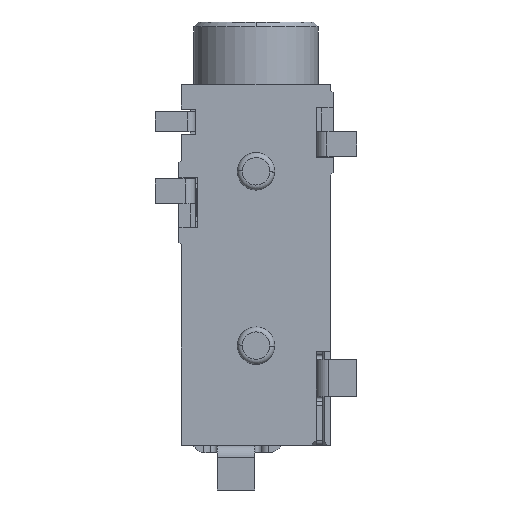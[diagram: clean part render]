
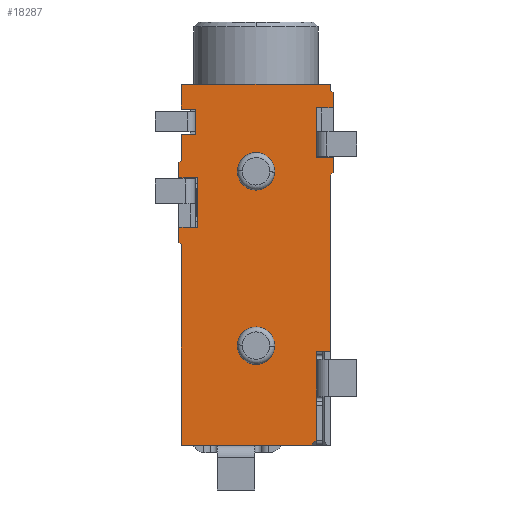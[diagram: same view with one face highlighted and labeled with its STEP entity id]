
A CAD part, front view. The second image highlights one B-rep face of the part: STEP entity #18287.
In plain terms, the highlighted planar face has unit normal (0, -1, 0).
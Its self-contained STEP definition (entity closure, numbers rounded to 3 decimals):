
#21 = EDGE_CURVE('',#22,#24,#26,.T.);
#22 = VERTEX_POINT('',#23);
#23 = CARTESIAN_POINT('',(-0.75,-2.5,-13.));
#24 = VERTEX_POINT('',#25);
#25 = CARTESIAN_POINT('',(0.75,-2.5,-13.));
#26 = CIRCLE('',#27,0.75);
#27 = AXIS2_PLACEMENT_3D('',#28,#29,#30);
#28 = CARTESIAN_POINT('',(0.,-2.5,-13.));
#29 = DIRECTION('',(0.,1.,0.));
#30 = DIRECTION('',(-1.,0.,0.));
#115 = EDGE_CURVE('',#116,#118,#120,.T.);
#116 = VERTEX_POINT('',#117);
#117 = CARTESIAN_POINT('',(-0.75,-2.5,-6.));
#118 = VERTEX_POINT('',#119);
#119 = CARTESIAN_POINT('',(0.75,-2.5,-6.));
#120 = CIRCLE('',#121,0.75);
#121 = AXIS2_PLACEMENT_3D('',#122,#123,#124);
#122 = CARTESIAN_POINT('',(0.,-2.5,-6.));
#123 = DIRECTION('',(0.,1.,0.));
#124 = DIRECTION('',(-1.,0.,0.));
#1247 = VERTEX_POINT('',#1248);
#1248 = CARTESIAN_POINT('',(-3.,-2.5,-17.));
#1256 = EDGE_CURVE('',#1257,#1247,#1259,.T.);
#1257 = VERTEX_POINT('',#1258);
#1258 = CARTESIAN_POINT('',(-3.,-2.5,-8.95));
#1259 = LINE('',#1260,#1261);
#1260 = CARTESIAN_POINT('',(-3.,-2.5,-8.95));
#1261 = VECTOR('',#1262,1.);
#1262 = DIRECTION('',(0.,0.,-1.));
#1287 = VERTEX_POINT('',#1288);
#1288 = CARTESIAN_POINT('',(-3.1,-2.5,-8.85));
#1303 = EDGE_CURVE('',#1287,#1257,#1304,.T.);
#1304 = LINE('',#1305,#1306);
#1305 = CARTESIAN_POINT('',(-3.1,-2.5,-8.85));
#1306 = VECTOR('',#1307,1.);
#1307 = DIRECTION('',(0.707,0.,-0.707));
#2085 = VERTEX_POINT('',#2086);
#2086 = CARTESIAN_POINT('',(-3.1,-2.5,-8.25));
#2092 = EDGE_CURVE('',#2085,#2093,#2095,.T.);
#2093 = VERTEX_POINT('',#2094);
#2094 = CARTESIAN_POINT('',(-2.34,-2.5,-8.25));
#2095 = LINE('',#2096,#2097);
#2096 = CARTESIAN_POINT('',(-3.1,-2.5,-8.25));
#2097 = VECTOR('',#2098,1.);
#2098 = DIRECTION('',(1.,0.,0.));
#2125 = VERTEX_POINT('',#2126);
#2126 = CARTESIAN_POINT('',(-3.,-2.5,-2.5));
#2143 = VERTEX_POINT('',#2144);
#2144 = CARTESIAN_POINT('',(-3.,-2.5,-3.5));
#2150 = EDGE_CURVE('',#2125,#2143,#2151,.T.);
#2151 = LINE('',#2152,#2153);
#2152 = CARTESIAN_POINT('',(-3.,-2.5,-2.5));
#2153 = VECTOR('',#2154,1.);
#2154 = DIRECTION('',(0.,0.,-1.));
#2638 = VERTEX_POINT('',#2639);
#2639 = CARTESIAN_POINT('',(3.1,-2.5,-3.45));
#2645 = EDGE_CURVE('',#2638,#2646,#2648,.T.);
#2646 = VERTEX_POINT('',#2647);
#2647 = CARTESIAN_POINT('',(2.43,-2.5,-3.45));
#2648 = LINE('',#2649,#2650);
#2649 = CARTESIAN_POINT('',(3.1,-2.5,-3.45));
#2650 = VECTOR('',#2651,1.);
#2651 = DIRECTION('',(-1.,0.,0.));
#4994 = EDGE_CURVE('',#4995,#2646,#4997,.T.);
#4995 = VERTEX_POINT('',#4996);
#4996 = CARTESIAN_POINT('',(2.43,-2.5,-5.45));
#4997 = LINE('',#4998,#4999);
#4998 = CARTESIAN_POINT('',(2.43,-2.5,-5.45));
#4999 = VECTOR('',#5000,1.);
#5000 = DIRECTION('',(0.,0.,1.));
#5520 = EDGE_CURVE('',#4995,#5521,#5523,.T.);
#5521 = VERTEX_POINT('',#5522);
#5522 = CARTESIAN_POINT('',(3.1,-2.5,-5.45));
#5523 = LINE('',#5524,#5525);
#5524 = CARTESIAN_POINT('',(2.43,-2.5,-5.45));
#5525 = VECTOR('',#5526,1.);
#5526 = DIRECTION('',(1.,0.,0.));
#7962 = EDGE_CURVE('',#7963,#7965,#7967,.T.);
#7963 = VERTEX_POINT('',#7964);
#7964 = CARTESIAN_POINT('',(2.215,-2.5,-17.));
#7965 = VERTEX_POINT('',#7966);
#7966 = CARTESIAN_POINT('',(2.415,-2.5,-16.8));
#7967 = LINE('',#7968,#7969);
#7968 = CARTESIAN_POINT('',(2.215,-2.5,-17.));
#7969 = VECTOR('',#7970,1.);
#7970 = DIRECTION('',(0.707,0.,0.707));
#8076 = VERTEX_POINT('',#8077);
#8077 = CARTESIAN_POINT('',(2.415,-2.5,-13.25));
#8083 = EDGE_CURVE('',#8076,#7965,#8084,.T.);
#8084 = LINE('',#8085,#8086);
#8085 = CARTESIAN_POINT('',(2.415,-2.5,-13.25));
#8086 = VECTOR('',#8087,1.);
#8087 = DIRECTION('',(0.,0.,-1.));
#8468 = VERTEX_POINT('',#8469);
#8469 = CARTESIAN_POINT('',(3.,-2.5,-13.25));
#8475 = EDGE_CURVE('',#8076,#8468,#8476,.T.);
#8476 = LINE('',#8477,#8478);
#8477 = CARTESIAN_POINT('',(2.415,-2.5,-13.25));
#8478 = VECTOR('',#8479,1.);
#8479 = DIRECTION('',(1.,0.,0.));
#11722 = VERTEX_POINT('',#11723);
#11723 = CARTESIAN_POINT('',(3.,-2.5,-6.15));
#11729 = EDGE_CURVE('',#11722,#8468,#11730,.T.);
#11730 = LINE('',#11731,#11732);
#11731 = CARTESIAN_POINT('',(3.,-2.5,-6.15));
#11732 = VECTOR('',#11733,1.);
#11733 = DIRECTION('',(0.,0.,-1.));
#11746 = VERTEX_POINT('',#11747);
#11747 = CARTESIAN_POINT('',(3.1,-2.5,-6.05));
#11753 = EDGE_CURVE('',#11722,#11746,#11754,.T.);
#11754 = LINE('',#11755,#11756);
#11755 = CARTESIAN_POINT('',(3.,-2.5,-6.15));
#11756 = VECTOR('',#11757,1.);
#11757 = DIRECTION('',(0.707,0.,0.707));
#11777 = EDGE_CURVE('',#11746,#5521,#11778,.T.);
#11778 = LINE('',#11779,#11780);
#11779 = CARTESIAN_POINT('',(3.1,-2.5,-6.05));
#11780 = VECTOR('',#11781,1.);
#11781 = DIRECTION('',(0.,0.,1.));
#11793 = VERTEX_POINT('',#11794);
#11794 = CARTESIAN_POINT('',(3.1,-2.5,-2.85));
#11800 = EDGE_CURVE('',#2638,#11793,#11801,.T.);
#11801 = LINE('',#11802,#11803);
#11802 = CARTESIAN_POINT('',(3.1,-2.5,-3.45));
#11803 = VECTOR('',#11804,1.);
#11804 = DIRECTION('',(0.,0.,1.));
#11824 = VERTEX_POINT('',#11825);
#11825 = CARTESIAN_POINT('',(3.,-2.5,-2.75));
#11831 = EDGE_CURVE('',#11793,#11824,#11832,.T.);
#11832 = LINE('',#11833,#11834);
#11833 = CARTESIAN_POINT('',(3.1,-2.5,-2.85));
#11834 = VECTOR('',#11835,1.);
#11835 = DIRECTION('',(-0.707,0.,0.707));
#11848 = VERTEX_POINT('',#11849);
#11849 = CARTESIAN_POINT('',(3.,-2.5,-2.5));
#11855 = EDGE_CURVE('',#11848,#11824,#11856,.T.);
#11856 = LINE('',#11857,#11858);
#11857 = CARTESIAN_POINT('',(3.,-2.5,-2.5));
#11858 = VECTOR('',#11859,1.);
#11859 = DIRECTION('',(0.,0.,-1.));
#11876 = EDGE_CURVE('',#11848,#11877,#11879,.T.);
#11877 = VERTEX_POINT('',#11878);
#11878 = CARTESIAN_POINT('',(0.,-2.5,-2.5));
#11879 = LINE('',#11880,#11881);
#11880 = CARTESIAN_POINT('',(3.,-2.5,-2.5));
#11881 = VECTOR('',#11882,1.);
#11882 = DIRECTION('',(-1.,0.,0.));
#11934 = EDGE_CURVE('',#11877,#2125,#11935,.T.);
#11935 = LINE('',#11936,#11937);
#11936 = CARTESIAN_POINT('',(0.,-2.5,-2.5));
#11937 = VECTOR('',#11938,1.);
#11938 = DIRECTION('',(-1.,0.,0.));
#12125 = EDGE_CURVE('',#12126,#2093,#12128,.T.);
#12126 = VERTEX_POINT('',#12127);
#12127 = CARTESIAN_POINT('',(-2.34,-2.5,-6.25));
#12128 = LINE('',#12129,#12130);
#12129 = CARTESIAN_POINT('',(-2.34,-2.5,-6.25));
#12130 = VECTOR('',#12131,1.);
#12131 = DIRECTION('',(0.,0.,-1.));
#17338 = EDGE_CURVE('',#12126,#17339,#17341,.T.);
#17339 = VERTEX_POINT('',#17340);
#17340 = CARTESIAN_POINT('',(-3.1,-2.5,-6.25));
#17341 = LINE('',#17342,#17343);
#17342 = CARTESIAN_POINT('',(-2.34,-2.5,-6.25));
#17343 = VECTOR('',#17344,1.);
#17344 = DIRECTION('',(-1.,0.,0.));
#17363 = EDGE_CURVE('',#2085,#1287,#17364,.T.);
#17364 = LINE('',#17365,#17366);
#17365 = CARTESIAN_POINT('',(-3.1,-2.5,-8.25));
#17366 = VECTOR('',#17367,1.);
#17367 = DIRECTION('',(0.,0.,-1.));
#17372 = EDGE_CURVE('',#17373,#17339,#17375,.T.);
#17373 = VERTEX_POINT('',#17374);
#17374 = CARTESIAN_POINT('',(-3.1,-2.5,-5.65));
#17375 = LINE('',#17376,#17377);
#17376 = CARTESIAN_POINT('',(-3.1,-2.5,-5.65));
#17377 = VECTOR('',#17378,1.);
#17378 = DIRECTION('',(0.,0.,-1.));
#17403 = VERTEX_POINT('',#17404);
#17404 = CARTESIAN_POINT('',(-3.,-2.5,-4.5));
#17421 = VERTEX_POINT('',#17422);
#17422 = CARTESIAN_POINT('',(-3.,-2.5,-5.55));
#17428 = EDGE_CURVE('',#17403,#17421,#17429,.T.);
#17429 = LINE('',#17430,#17431);
#17430 = CARTESIAN_POINT('',(-3.,-2.5,-4.5));
#17431 = VECTOR('',#17432,1.);
#17432 = DIRECTION('',(0.,0.,-1.));
#17443 = EDGE_CURVE('',#17421,#17373,#17444,.T.);
#17444 = LINE('',#17445,#17446);
#17445 = CARTESIAN_POINT('',(-3.,-2.5,-5.55));
#17446 = VECTOR('',#17447,1.);
#17447 = DIRECTION('',(-0.707,0.,-0.707));
#18157 = EDGE_CURVE('',#7963,#1247,#18158,.T.);
#18158 = LINE('',#18159,#18160);
#18159 = CARTESIAN_POINT('',(2.215,-2.5,-17.));
#18160 = VECTOR('',#18161,1.);
#18161 = DIRECTION('',(-1.,0.,0.));
#18219 = EDGE_CURVE('',#118,#116,#18220,.T.);
#18220 = CIRCLE('',#18221,0.75);
#18221 = AXIS2_PLACEMENT_3D('',#18222,#18223,#18224);
#18222 = CARTESIAN_POINT('',(0.,-2.5,-6.));
#18223 = DIRECTION('',(0.,1.,0.));
#18224 = DIRECTION('',(-1.,0.,0.));
#18273 = EDGE_CURVE('',#24,#22,#18274,.T.);
#18274 = CIRCLE('',#18275,0.75);
#18275 = AXIS2_PLACEMENT_3D('',#18276,#18277,#18278);
#18276 = CARTESIAN_POINT('',(0.,-2.5,-13.));
#18277 = DIRECTION('',(0.,1.,0.));
#18278 = DIRECTION('',(-1.,0.,0.));
#18287 = ADVANCED_FACE('',(#18288,#18292,#18296),#18345,.T.);
#18288 = FACE_BOUND('',#18289,.T.);
#18289 = EDGE_LOOP('',(#18290,#18291));
#18290 = ORIENTED_EDGE('',*,*,#18273,.T.);
#18291 = ORIENTED_EDGE('',*,*,#21,.T.);
#18292 = FACE_BOUND('',#18293,.T.);
#18293 = EDGE_LOOP('',(#18294,#18295));
#18294 = ORIENTED_EDGE('',*,*,#18219,.T.);
#18295 = ORIENTED_EDGE('',*,*,#115,.T.);
#18296 = FACE_BOUND('',#18297,.T.);
#18297 = EDGE_LOOP('',(#18298,#18299,#18300,#18301,#18302,#18303,#18304,
    #18305,#18306,#18307,#18308,#18309,#18310,#18311,#18312,#18313,
    #18321,#18329,#18335,#18336,#18337,#18338,#18339,#18340,#18341,
    #18342,#18343,#18344));
#18298 = ORIENTED_EDGE('',*,*,#7962,.T.);
#18299 = ORIENTED_EDGE('',*,*,#8083,.F.);
#18300 = ORIENTED_EDGE('',*,*,#8475,.T.);
#18301 = ORIENTED_EDGE('',*,*,#11729,.F.);
#18302 = ORIENTED_EDGE('',*,*,#11753,.T.);
#18303 = ORIENTED_EDGE('',*,*,#11777,.T.);
#18304 = ORIENTED_EDGE('',*,*,#5520,.F.);
#18305 = ORIENTED_EDGE('',*,*,#4994,.T.);
#18306 = ORIENTED_EDGE('',*,*,#2645,.F.);
#18307 = ORIENTED_EDGE('',*,*,#11800,.T.);
#18308 = ORIENTED_EDGE('',*,*,#11831,.T.);
#18309 = ORIENTED_EDGE('',*,*,#11855,.F.);
#18310 = ORIENTED_EDGE('',*,*,#11876,.T.);
#18311 = ORIENTED_EDGE('',*,*,#11934,.T.);
#18312 = ORIENTED_EDGE('',*,*,#2150,.T.);
#18313 = ORIENTED_EDGE('',*,*,#18314,.F.);
#18314 = EDGE_CURVE('',#18315,#2143,#18317,.T.);
#18315 = VERTEX_POINT('',#18316);
#18316 = CARTESIAN_POINT('',(-2.43,-2.5,-3.5));
#18317 = LINE('',#18318,#18319);
#18318 = CARTESIAN_POINT('',(-2.43,-2.5,-3.5));
#18319 = VECTOR('',#18320,1.);
#18320 = DIRECTION('',(-1.,0.,0.));
#18321 = ORIENTED_EDGE('',*,*,#18322,.F.);
#18322 = EDGE_CURVE('',#18323,#18315,#18325,.T.);
#18323 = VERTEX_POINT('',#18324);
#18324 = CARTESIAN_POINT('',(-2.43,-2.5,-4.5));
#18325 = LINE('',#18326,#18327);
#18326 = CARTESIAN_POINT('',(-2.43,-2.5,-4.5));
#18327 = VECTOR('',#18328,1.);
#18328 = DIRECTION('',(0.,0.,1.));
#18329 = ORIENTED_EDGE('',*,*,#18330,.F.);
#18330 = EDGE_CURVE('',#17403,#18323,#18331,.T.);
#18331 = LINE('',#18332,#18333);
#18332 = CARTESIAN_POINT('',(-3.,-2.5,-4.5));
#18333 = VECTOR('',#18334,1.);
#18334 = DIRECTION('',(1.,0.,0.));
#18335 = ORIENTED_EDGE('',*,*,#17428,.T.);
#18336 = ORIENTED_EDGE('',*,*,#17443,.T.);
#18337 = ORIENTED_EDGE('',*,*,#17372,.T.);
#18338 = ORIENTED_EDGE('',*,*,#17338,.F.);
#18339 = ORIENTED_EDGE('',*,*,#12125,.T.);
#18340 = ORIENTED_EDGE('',*,*,#2092,.F.);
#18341 = ORIENTED_EDGE('',*,*,#17363,.T.);
#18342 = ORIENTED_EDGE('',*,*,#1303,.T.);
#18343 = ORIENTED_EDGE('',*,*,#1256,.T.);
#18344 = ORIENTED_EDGE('',*,*,#18157,.F.);
#18345 = PLANE('',#18346);
#18346 = AXIS2_PLACEMENT_3D('',#18347,#18348,#18349);
#18347 = CARTESIAN_POINT('',(-2.765,-2.5,-17.));
#18348 = DIRECTION('',(0.,-1.,0.));
#18349 = DIRECTION('',(0.,0.,-1.));
